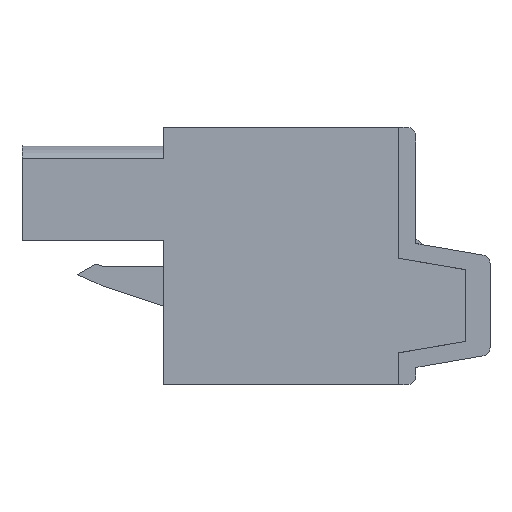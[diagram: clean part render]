
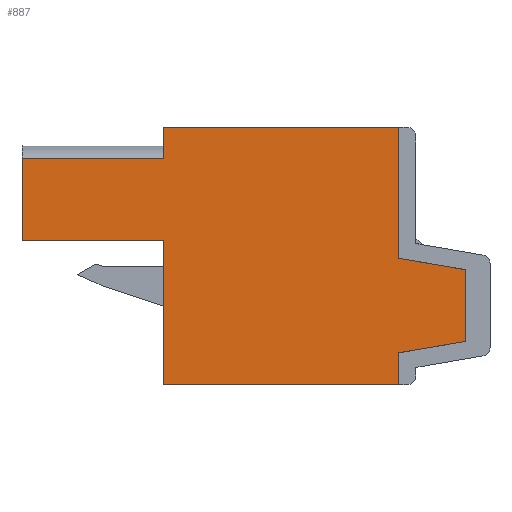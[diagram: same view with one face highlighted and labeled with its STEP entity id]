
A CAD part, left-side view. The second image highlights one B-rep face of the part: STEP entity #887.
In plain terms, the highlighted planar face has unit normal (-1, 0, 0).
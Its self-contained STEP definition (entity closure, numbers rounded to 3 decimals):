
#887 = ADVANCED_FACE( '', ( #2189 ), #2190, .F. );
#2189 = FACE_OUTER_BOUND( '', #4063, .T. );
#2190 = PLANE( '', #4064 );
#4063 = EDGE_LOOP( '', ( #6055, #6056, #6057, #6058, #6059, #6060, #6061, #6062, #6063, #6064, #6065, #6066 ) );
#4064 = AXIS2_PLACEMENT_3D( '', #6067, #6068, #6069 );
#6055 = ORIENTED_EDGE( '', *, *, #11624, .F. );
#6056 = ORIENTED_EDGE( '', *, *, #11625, .F. );
#6057 = ORIENTED_EDGE( '', *, *, #11626, .F. );
#6058 = ORIENTED_EDGE( '', *, *, #11627, .F. );
#6059 = ORIENTED_EDGE( '', *, *, #11628, .T. );
#6060 = ORIENTED_EDGE( '', *, *, #11629, .F. );
#6061 = ORIENTED_EDGE( '', *, *, #11630, .F. );
#6062 = ORIENTED_EDGE( '', *, *, #11631, .F. );
#6063 = ORIENTED_EDGE( '', *, *, #11632, .F. );
#6064 = ORIENTED_EDGE( '', *, *, #11633, .F. );
#6065 = ORIENTED_EDGE( '', *, *, #11634, .F. );
#6066 = ORIENTED_EDGE( '', *, *, #11635, .F. );
#6067 = CARTESIAN_POINT( '', ( -10.16, 0., 0. ) );
#6068 = DIRECTION( '', ( 1., 0., 0. ) );
#6069 = DIRECTION( '', ( 0., 0., -1. ) );
#11624 = EDGE_CURVE( '', #13955, #13956, #13957, .T. );
#11625 = EDGE_CURVE( '', #13958, #13955, #13959, .T. );
#11626 = EDGE_CURVE( '', #13960, #13958, #13961, .T. );
#11627 = EDGE_CURVE( '', #13962, #13960, #13963, .T. );
#11628 = EDGE_CURVE( '', #13962, #13964, #13965, .T. );
#11629 = EDGE_CURVE( '', #13966, #13964, #13967, .T. );
#11630 = EDGE_CURVE( '', #13968, #13966, #13969, .T. );
#11631 = EDGE_CURVE( '', #13970, #13968, #13971, .T. );
#11632 = EDGE_CURVE( '', #13972, #13970, #13973, .T. );
#11633 = EDGE_CURVE( '', #13974, #13972, #13975, .T. );
#11634 = EDGE_CURVE( '', #13976, #13974, #13977, .T. );
#11635 = EDGE_CURVE( '', #13956, #13976, #13978, .T. );
#13955 = VERTEX_POINT( '', #17358 );
#13956 = VERTEX_POINT( '', #17359 );
#13957 = LINE( '', #17360, #17361 );
#13958 = VERTEX_POINT( '', #17362 );
#13959 = LINE( '', #17363, #17364 );
#13960 = VERTEX_POINT( '', #17365 );
#13961 = LINE( '', #17366, #17367 );
#13962 = VERTEX_POINT( '', #17368 );
#13963 = LINE( '', #17369, #17370 );
#13964 = VERTEX_POINT( '', #17371 );
#13965 = LINE( '', #17372, #17373 );
#13966 = VERTEX_POINT( '', #17374 );
#13967 = LINE( '', #17375, #17376 );
#13968 = VERTEX_POINT( '', #17377 );
#13969 = LINE( '', #17378, #17379 );
#13970 = VERTEX_POINT( '', #17380 );
#13971 = LINE( '', #17381, #17382 );
#13972 = VERTEX_POINT( '', #17383 );
#13973 = LINE( '', #17384, #17385 );
#13974 = VERTEX_POINT( '', #17386 );
#13975 = LINE( '', #17387, #17388 );
#13976 = VERTEX_POINT( '', #17389 );
#13977 = LINE( '', #17390, #17391 );
#13978 = LINE( '', #17392, #17393 );
#17358 = CARTESIAN_POINT( '', ( -10.16, 15.245, 8.497 ) );
#17359 = CARTESIAN_POINT( '', ( -10.16, 1.635, 8.497 ) );
#17360 = CARTESIAN_POINT( '', ( -10.16, 15.245, 8.497 ) );
#17361 = VECTOR( '', #21950, 1000. );
#17362 = CARTESIAN_POINT( '', ( -10.16, 15.245, 6.697 ) );
#17363 = CARTESIAN_POINT( '', ( -10.16, 15.245, -6.403 ) );
#17364 = VECTOR( '', #21951, 1000. );
#17365 = CARTESIAN_POINT( '', ( -10.16, 23.445, 6.697 ) );
#17366 = CARTESIAN_POINT( '', ( -10.16, 23.445, 6.697 ) );
#17367 = VECTOR( '', #21952, 1000. );
#17368 = CARTESIAN_POINT( '', ( -10.16, 23.445, 1.947 ) );
#17369 = CARTESIAN_POINT( '', ( -10.16, 23.445, 1.947 ) );
#17370 = VECTOR( '', #21953, 1000. );
#17371 = CARTESIAN_POINT( '', ( -10.16, 15.245, 1.947 ) );
#17372 = CARTESIAN_POINT( '', ( -10.16, 23.445, 1.947 ) );
#17373 = VECTOR( '', #21954, 1000. );
#17374 = CARTESIAN_POINT( '', ( -10.16, 15.245, -6.403 ) );
#17375 = CARTESIAN_POINT( '', ( -10.16, 15.245, -6.403 ) );
#17376 = VECTOR( '', #21955, 1000. );
#17377 = CARTESIAN_POINT( '', ( -10.16, 1.635, -6.403 ) );
#17378 = CARTESIAN_POINT( '', ( -10.16, 1.635, -6.403 ) );
#17379 = VECTOR( '', #21956, 1000. );
#17380 = CARTESIAN_POINT( '', ( -10.16, 1.635, -4.563 ) );
#17381 = CARTESIAN_POINT( '', ( -10.16, 1.635, -4.563 ) );
#17382 = VECTOR( '', #21957, 1000. );
#17383 = CARTESIAN_POINT( '', ( -10.16, -2.248, -3.898 ) );
#17384 = CARTESIAN_POINT( '', ( -10.16, -2.248, -3.898 ) );
#17385 = VECTOR( '', #21958, 1000. );
#17386 = CARTESIAN_POINT( '', ( -10.16, -2.248, 0.252 ) );
#17387 = CARTESIAN_POINT( '', ( -10.16, -2.248, 0.252 ) );
#17388 = VECTOR( '', #21959, 1000. );
#17389 = CARTESIAN_POINT( '', ( -10.16, 1.635, 0.917 ) );
#17390 = CARTESIAN_POINT( '', ( -10.16, 1.635, 0.917 ) );
#17391 = VECTOR( '', #21960, 1000. );
#17392 = CARTESIAN_POINT( '', ( -10.16, 1.635, 8.497 ) );
#17393 = VECTOR( '', #21961, 1000. );
#21950 = DIRECTION( '', ( 0., -1., 0. ) );
#21951 = DIRECTION( '', ( 0., 0., 1. ) );
#21952 = DIRECTION( '', ( 0., -1., 0. ) );
#21953 = DIRECTION( '', ( 0., 0., 1. ) );
#21954 = DIRECTION( '', ( 0., -1., 0. ) );
#21955 = DIRECTION( '', ( 0., 0., 1. ) );
#21956 = DIRECTION( '', ( 0., 1., 0. ) );
#21957 = DIRECTION( '', ( 0., 0., -1. ) );
#21958 = DIRECTION( '', ( 0., 0.986, -0.169 ) );
#21959 = DIRECTION( '', ( 0., 0., -1. ) );
#21960 = DIRECTION( '', ( 0., -0.986, -0.169 ) );
#21961 = DIRECTION( '', ( 0., 0., -1. ) );
